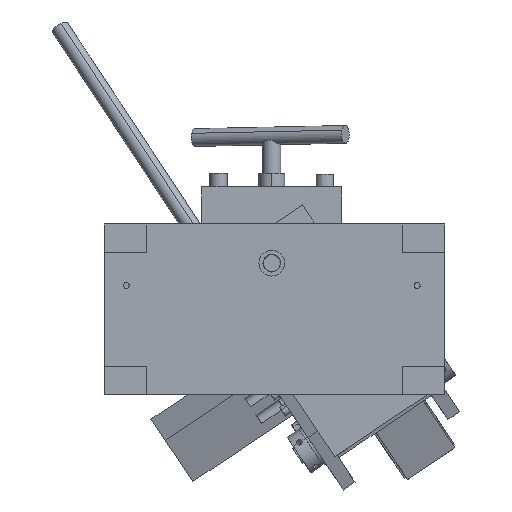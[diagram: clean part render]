
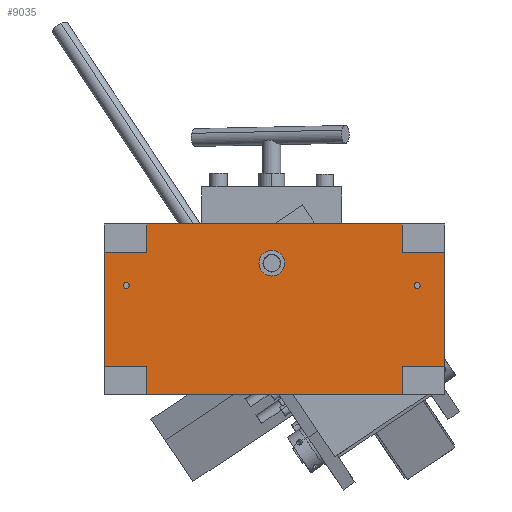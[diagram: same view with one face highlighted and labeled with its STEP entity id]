
A CAD part, front view. The second image highlights one B-rep face of the part: STEP entity #9035.
In plain terms, the highlighted planar face has unit normal (0, -1, 0).
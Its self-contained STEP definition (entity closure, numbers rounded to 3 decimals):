
#7457 = VERTEX_POINT ( 'NONE', #11095 ) ;
#7462 = VERTEX_POINT ( 'NONE', #11100 ) ;
#7465 = VERTEX_POINT ( 'NONE', #11103 ) ;
#7469 = VERTEX_POINT ( 'NONE', #11107 ) ;
#7472 = VERTEX_POINT ( 'NONE', #11110 ) ;
#7480 = VERTEX_POINT ( 'NONE', #11118 ) ;
#7543 = VERTEX_POINT ( 'NONE', #11181 ) ;
#7546 = VERTEX_POINT ( 'NONE', #11184 ) ;
#7550 = VERTEX_POINT ( 'NONE', #11188 ) ;
#7552 = VERTEX_POINT ( 'NONE', #11190 ) ;
#7556 = VERTEX_POINT ( 'NONE', #11194 ) ;
#7557 = VERTEX_POINT ( 'NONE', #11195 ) ;
#7558 = VERTEX_POINT ( 'NONE', #11196 ) ;
#7560 = VERTEX_POINT ( 'NONE', #11198 ) ;
#8139 = EDGE_CURVE ( 'NONE', #7543, #7546, #12819, .T. ) ;
#8144 = EDGE_CURVE ( 'NONE', #7462, #7457, #12827, .T. ) ;
#8148 = EDGE_CURVE ( 'NONE', #7556, #7550, #12834, .T. ) ;
#8152 = EDGE_CURVE ( 'NONE', #7552, #7469, #12841, .T. ) ;
#8156 = EDGE_CURVE ( 'NONE', #7480, #7472, #12848, .T. ) ;
#8160 = EDGE_CURVE ( 'NONE', #7465, #7560, #12846, .T. ) ;
#8164 = EDGE_CURVE ( 'NONE', #7560, #7557, #12850, .T. ) ;
#8167 = EDGE_CURVE ( 'NONE', #7557, #7558, #12862, .T. ) ;
#8169 = EDGE_CURVE ( 'NONE', #7469, #7552, #12868, .T. ) ;
#8170 = EDGE_CURVE ( 'NONE', #7558, #7465, #12865, .T. ) ;
#8174 = EDGE_CURVE ( 'NONE', #7472, #7480, #12874, .T. ) ;
#8176 = EDGE_CURVE ( 'NONE', #7550, #7556, #12877, .T. ) ;
#8177 = EDGE_CURVE ( 'NONE', #7546, #7543, #12879, .T. ) ;
#8178 = EDGE_CURVE ( 'NONE', #7457, #7462, #12880, .T. ) ;
#9035 = ADVANCED_FACE ( 'NONE', ( #19959, #19965, #19968, #19970, #19966, #19963 ), #19283, .T. ) ;
#9290 = ORIENTED_EDGE ( 'NONE', *, *, #8177, .T. ) ;
#9291 = ORIENTED_EDGE ( 'NONE', *, *, #8139, .T. ) ;
#9292 = ORIENTED_EDGE ( 'NONE', *, *, #8178, .T. ) ;
#9293 = ORIENTED_EDGE ( 'NONE', *, *, #8144, .T. ) ;
#9294 = ORIENTED_EDGE ( 'NONE', *, *, #8176, .T. ) ;
#9295 = ORIENTED_EDGE ( 'NONE', *, *, #8148, .T. ) ;
#9296 = ORIENTED_EDGE ( 'NONE', *, *, #8169, .T. ) ;
#9297 = ORIENTED_EDGE ( 'NONE', *, *, #8152, .T. ) ;
#9298 = ORIENTED_EDGE ( 'NONE', *, *, #8174, .T. ) ;
#9299 = ORIENTED_EDGE ( 'NONE', *, *, #8156, .T. ) ;
#9300 = ORIENTED_EDGE ( 'NONE', *, *, #8160, .F. ) ;
#9301 = ORIENTED_EDGE ( 'NONE', *, *, #8170, .F. ) ;
#9302 = ORIENTED_EDGE ( 'NONE', *, *, #8167, .F. ) ;
#9303 = ORIENTED_EDGE ( 'NONE', *, *, #8164, .F. ) ;
#11095 = CARTESIAN_POINT ( 'NONE',  ( 40., 0., -24.75 ) ) ;
#11100 = CARTESIAN_POINT ( 'NONE',  ( 40., 0., -35.25 ) ) ;
#11103 = CARTESIAN_POINT ( 'NONE',  ( 0., 0., -304.8 ) ) ;
#11107 = CARTESIAN_POINT ( 'NONE',  ( 560., 0., -104.75 ) ) ;
#11110 = CARTESIAN_POINT ( 'NONE',  ( 300., 0., -55. ) ) ;
#11118 = CARTESIAN_POINT ( 'NONE',  ( 300., 0., -85. ) ) ;
#11181 = CARTESIAN_POINT ( 'NONE',  ( 40., 0., -115.25 ) ) ;
#11184 = CARTESIAN_POINT ( 'NONE',  ( 40., 0., -104.75 ) ) ;
#11188 = CARTESIAN_POINT ( 'NONE',  ( 560., 0., -24.75 ) ) ;
#11190 = CARTESIAN_POINT ( 'NONE',  ( 560., 0., -115.25 ) ) ;
#11194 = CARTESIAN_POINT ( 'NONE',  ( 560., 0., -35.25 ) ) ;
#11195 = CARTESIAN_POINT ( 'NONE',  ( 609.6, 0., 0. ) ) ;
#11196 = CARTESIAN_POINT ( 'NONE',  ( 609.6, 0., -304.8 ) ) ;
#11198 = CARTESIAN_POINT ( 'NONE',  ( 0., 0., 0. ) ) ;
#12074 = EDGE_LOOP ( 'NONE', ( #9290, #9291 ) ) ;
#12084 = EDGE_LOOP ( 'NONE', ( #9292, #9293 ) ) ;
#12085 = EDGE_LOOP ( 'NONE', ( #9294, #9295 ) ) ;
#12086 = EDGE_LOOP ( 'NONE', ( #9296, #9297 ) ) ;
#12087 = EDGE_LOOP ( 'NONE', ( #9298, #9299 ) ) ;
#12088 = EDGE_LOOP ( 'NONE', ( #9300, #9301, #9302, #9303 ) ) ;
#12819 = CIRCLE ( 'NONE', #13090, 5.25 ) ;
#12827 = CIRCLE ( 'NONE', #13094, 5.25 ) ;
#12834 = CIRCLE ( 'NONE', #13096, 5.25 ) ;
#12841 = CIRCLE ( 'NONE', #13095, 5.25 ) ;
#12846 = LINE ( 'NONE', #15223, #12853 ) ;
#12848 = CIRCLE ( 'NONE', #13097, 15. ) ;
#12850 = LINE ( 'NONE', #15229, #12861 ) ;
#12853 = VECTOR ( 'NONE', #15228, 1000. ) ;
#12861 = VECTOR ( 'NONE', #15237, 1000. ) ;
#12862 = LINE ( 'NONE', #15233, #12864 ) ;
#12864 = VECTOR ( 'NONE', #15244, 1000. ) ;
#12865 = LINE ( 'NONE', #15251, #12866 ) ;
#12866 = VECTOR ( 'NONE', #15252, 1000. ) ;
#12868 = CIRCLE ( 'NONE', #13099, 5.25 ) ;
#12874 = CIRCLE ( 'NONE', #13104, 15. ) ;
#12877 = CIRCLE ( 'NONE', #13100, 5.25 ) ;
#12879 = CIRCLE ( 'NONE', #13107, 5.25 ) ;
#12880 = CIRCLE ( 'NONE', #13108, 5.25 ) ;
#13090 = AXIS2_PLACEMENT_3D ( 'NONE', #15176, #15177, #15178 ) ;
#13094 = AXIS2_PLACEMENT_3D ( 'NONE', #15189, #15191, #15192 ) ;
#13095 = AXIS2_PLACEMENT_3D ( 'NONE', #15208, #15210, #15211 ) ;
#13096 = AXIS2_PLACEMENT_3D ( 'NONE', #15199, #15201, #15202 ) ;
#13097 = AXIS2_PLACEMENT_3D ( 'NONE', #15215, #15219, #15220 ) ;
#13099 = AXIS2_PLACEMENT_3D ( 'NONE', #15240, #15249, #15250 ) ;
#13100 = AXIS2_PLACEMENT_3D ( 'NONE', #15267, #15269, #15270 ) ;
#13104 = AXIS2_PLACEMENT_3D ( 'NONE', #15256, #15262, #15263 ) ;
#13107 = AXIS2_PLACEMENT_3D ( 'NONE', #15264, #15271, #15272 ) ;
#13108 = AXIS2_PLACEMENT_3D ( 'NONE', #15268, #15273, #15274 ) ;
#13580 = AXIS2_PLACEMENT_3D ( 'NONE', #19278, #19288, #19289 ) ;
#15176 = CARTESIAN_POINT ( 'NONE',  ( 40., 0., -110. ) ) ;
#15177 = DIRECTION ( 'NONE',  ( 0., 1., 0. ) ) ;
#15178 = DIRECTION ( 'NONE',  ( 0., 0., 1. ) ) ;
#15189 = CARTESIAN_POINT ( 'NONE',  ( 40., 0., -30. ) ) ;
#15191 = DIRECTION ( 'NONE',  ( 0., 1., 0. ) ) ;
#15192 = DIRECTION ( 'NONE',  ( 0., 0., 1. ) ) ;
#15199 = CARTESIAN_POINT ( 'NONE',  ( 560., 0., -30. ) ) ;
#15201 = DIRECTION ( 'NONE',  ( 0., 1., 0. ) ) ;
#15202 = DIRECTION ( 'NONE',  ( 0., 0., 1. ) ) ;
#15208 = CARTESIAN_POINT ( 'NONE',  ( 560., 0., -110. ) ) ;
#15210 = DIRECTION ( 'NONE',  ( 0., 1., 0. ) ) ;
#15211 = DIRECTION ( 'NONE',  ( 0., 0., 1. ) ) ;
#15215 = CARTESIAN_POINT ( 'NONE',  ( 300., 0., -70. ) ) ;
#15219 = DIRECTION ( 'NONE',  ( 0., 1., 0. ) ) ;
#15220 = DIRECTION ( 'NONE',  ( 0., 0., 1. ) ) ;
#15223 = CARTESIAN_POINT ( 'NONE',  ( 0., 0., 0. ) ) ;
#15228 = DIRECTION ( 'NONE',  ( 0., 0., 1. ) ) ;
#15229 = CARTESIAN_POINT ( 'NONE',  ( 0., 0., 0. ) ) ;
#15233 = CARTESIAN_POINT ( 'NONE',  ( 609.6, 0., 0. ) ) ;
#15237 = DIRECTION ( 'NONE',  ( 1., 0., 0. ) ) ;
#15240 = CARTESIAN_POINT ( 'NONE',  ( 560., 0., -110. ) ) ;
#15244 = DIRECTION ( 'NONE',  ( 0., 0., -1. ) ) ;
#15249 = DIRECTION ( 'NONE',  ( 0., 1., 0. ) ) ;
#15250 = DIRECTION ( 'NONE',  ( 0., 0., 1. ) ) ;
#15251 = CARTESIAN_POINT ( 'NONE',  ( 0., 0., -304.8 ) ) ;
#15252 = DIRECTION ( 'NONE',  ( -1., 0., 0. ) ) ;
#15256 = CARTESIAN_POINT ( 'NONE',  ( 300., 0., -70. ) ) ;
#15262 = DIRECTION ( 'NONE',  ( 0., 1., 0. ) ) ;
#15263 = DIRECTION ( 'NONE',  ( 0., 0., 1. ) ) ;
#15264 = CARTESIAN_POINT ( 'NONE',  ( 40., 0., -110. ) ) ;
#15267 = CARTESIAN_POINT ( 'NONE',  ( 560., 0., -30. ) ) ;
#15268 = CARTESIAN_POINT ( 'NONE',  ( 40., 0., -30. ) ) ;
#15269 = DIRECTION ( 'NONE',  ( 0., 1., 0. ) ) ;
#15270 = DIRECTION ( 'NONE',  ( 0., 0., 1. ) ) ;
#15271 = DIRECTION ( 'NONE',  ( 0., 1., 0. ) ) ;
#15272 = DIRECTION ( 'NONE',  ( 0., 0., 1. ) ) ;
#15273 = DIRECTION ( 'NONE',  ( 0., 1., 0. ) ) ;
#15274 = DIRECTION ( 'NONE',  ( 0., 0., 1. ) ) ;
#19278 = CARTESIAN_POINT ( 'NONE',  ( 0., 0., -304.8 ) ) ;
#19283 = PLANE ( 'NONE',  #13580 ) ;
#19288 = DIRECTION ( 'NONE',  ( 0., -1., 0. ) ) ;
#19289 = DIRECTION ( 'NONE',  ( 0., 0., -1. ) ) ;
#19959 = FACE_BOUND ( 'NONE', #12074, .T. ) ;
#19963 = FACE_OUTER_BOUND ( 'NONE', #12088, .T. ) ;
#19965 = FACE_BOUND ( 'NONE', #12084, .T. ) ;
#19966 = FACE_BOUND ( 'NONE', #12087, .T. ) ;
#19968 = FACE_BOUND ( 'NONE', #12085, .T. ) ;
#19970 = FACE_BOUND ( 'NONE', #12086, .T. ) ;
